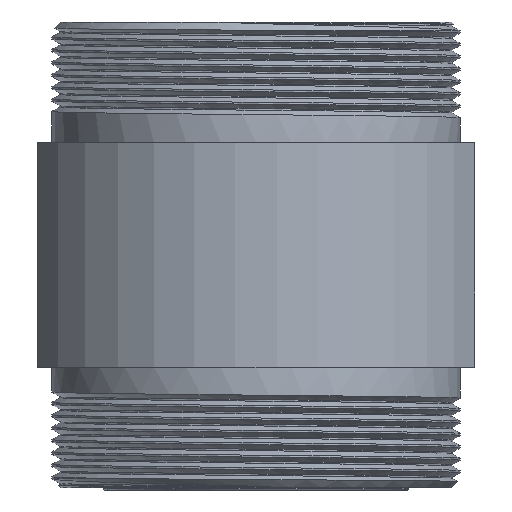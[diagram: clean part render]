
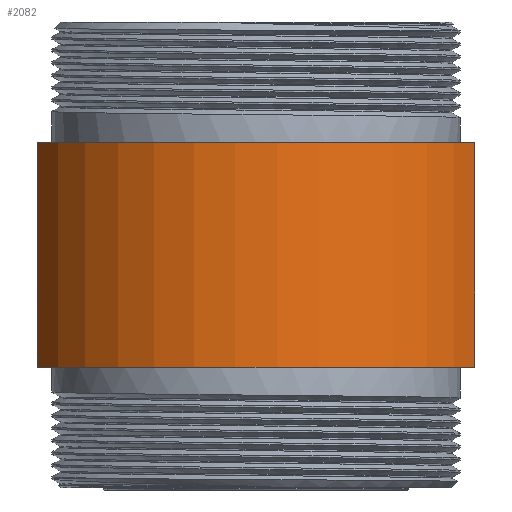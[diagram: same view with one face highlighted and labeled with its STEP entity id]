
A CAD part, front view. The second image highlights one B-rep face of the part: STEP entity #2082.
In plain terms, the highlighted cylindrical face has radius 41.275 mm (diameter 82.55 mm), a partial arc.
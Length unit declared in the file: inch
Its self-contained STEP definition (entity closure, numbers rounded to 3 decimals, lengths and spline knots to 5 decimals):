
#47 = LINE ( 'NONE', #1438, #3660 ) ;
#89 = EDGE_CURVE ( 'Defeatured_0_5+Defeatured_0_4+Defeatured_0_2+Defeatured_0_9', #3588, #3443, #47, .T. ) ;
#549 = DIRECTION ( 'NONE',  ( 0., 0., -1. ) ) ;
#592 = CARTESIAN_POINT ( 'NONE',  ( 0.59589, 0.40132, 3.65786 ) ) ;
#885 = CIRCLE ( 'NONE', #5415, 1.625 ) ;
#1011 = FACE_OUTER_BOUND ( 'NONE', #2795, .T. ) ;
#1438 = CARTESIAN_POINT ( 'NONE',  ( 0.59589, 0.40132, 10.79964 ) ) ;
#1542 = AXIS2_PLACEMENT_3D ( 'NONE', #2223, #549, #1796 ) ;
#1777 = CARTESIAN_POINT ( 'NONE',  ( -0.87411, 1.09394, 2.14786 ) ) ;
#1796 = DIRECTION ( 'NONE',  ( -1., 0., 0. ) ) ;
#1852 = CARTESIAN_POINT ( 'NONE',  ( -0.87411, 1.09394, 3.65786 ) ) ;
#1994 = EDGE_CURVE ( 'Defeatured_0_9+Defeatured_0_4+Defeatured_0_5+Defeatured_0_7', #3443, #4079, #2244, .T. ) ;
#2032 = CARTESIAN_POINT ( 'NONE',  ( -2.34411, 0.40132, 3.65786 ) ) ;
#2056 = CYLINDRICAL_SURFACE ( 'NONE', #1542, 1.625 ) ;
#2081 = CARTESIAN_POINT ( 'NONE',  ( -2.34411, 0.40132, 10.79964 ) ) ;
#2082 = ADVANCED_FACE ( 'Defeatured_0_4', ( #1011 ), #2056, .T. ) ;
#2175 = EDGE_CURVE ( 'Defeatured_0_4+Defeatured_0_2+Defeatured_0_5+Defeatured_0_7', #3588, #2278, #885, .T. ) ;
#2176 = CARTESIAN_POINT ( 'NONE',  ( 0.59589, 0.40132, 2.14786 ) ) ;
#2202 = DIRECTION ( 'NONE',  ( -1., 0., 0. ) ) ;
#2223 = CARTESIAN_POINT ( 'NONE',  ( -0.87411, 1.09394, 10.79964 ) ) ;
#2244 = CIRCLE ( 'NONE', #2377, 1.625 ) ;
#2278 = VERTEX_POINT ( 'NONE', #2032 ) ;
#2281 = DIRECTION ( 'NONE',  ( 1., 0., 0. ) ) ;
#2377 = AXIS2_PLACEMENT_3D ( 'NONE', #1777, #4715, #2202 ) ;
#2409 = EDGE_CURVE ( 'Defeatured_0_4+Defeatured_0_7+Defeatured_0_2+Defeatured_0_9', #2278, #4079, #4091, .T. ) ;
#2795 = EDGE_LOOP ( 'NONE', ( #3766, #3706, #4259, #5080 ) ) ;
#3225 = VECTOR ( 'NONE', #4173, 39.37008 ) ;
#3443 = VERTEX_POINT ( 'NONE', #2176 ) ;
#3588 = VERTEX_POINT ( 'NONE', #592 ) ;
#3660 = VECTOR ( 'NONE', #4279, 39.37008 ) ;
#3706 = ORIENTED_EDGE ( 'NONE', *, *, #2409, .T. ) ;
#3766 = ORIENTED_EDGE ( 'NONE', *, *, #2175, .T. ) ;
#4079 = VERTEX_POINT ( 'NONE', #4538 ) ;
#4091 = LINE ( 'NONE', #2081, #3225 ) ;
#4173 = DIRECTION ( 'NONE',  ( 0., 0., -1. ) ) ;
#4259 = ORIENTED_EDGE ( 'NONE', *, *, #1994, .F. ) ;
#4279 = DIRECTION ( 'NONE',  ( 0., 0., -1. ) ) ;
#4538 = CARTESIAN_POINT ( 'NONE',  ( -2.34411, 0.40132, 2.14786 ) ) ;
#4715 = DIRECTION ( 'NONE',  ( 0., 0., -1. ) ) ;
#4786 = DIRECTION ( 'NONE',  ( 0., 0., -1. ) ) ;
#5080 = ORIENTED_EDGE ( 'NONE', *, *, #89, .F. ) ;
#5415 = AXIS2_PLACEMENT_3D ( 'NONE', #1852, #4786, #2281 ) ;
